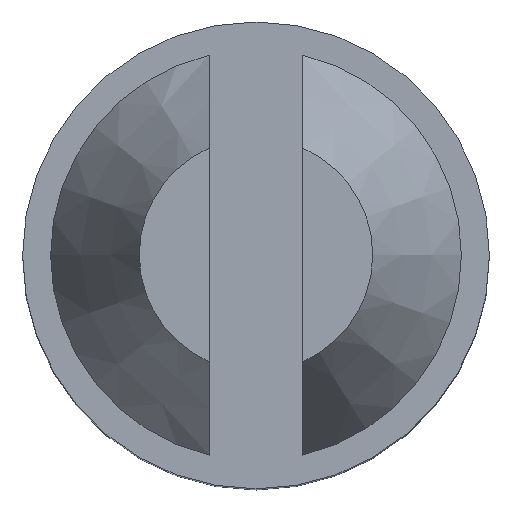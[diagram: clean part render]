
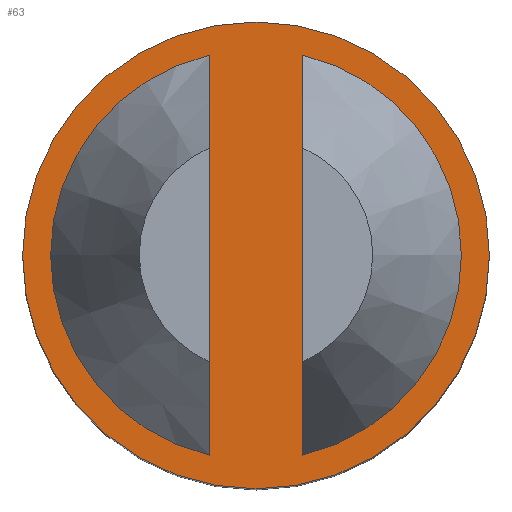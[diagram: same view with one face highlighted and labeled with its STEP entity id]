
A CAD part, top view. The second image highlights one B-rep face of the part: STEP entity #63.
In plain terms, the highlighted planar face has unit normal (0, 0, 1).
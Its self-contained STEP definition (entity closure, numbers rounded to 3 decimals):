
#63 = ADVANCED_FACE( '', ( #134, #135, #136 ), #137, .F. );
#134 = FACE_BOUND( '', #209, .T. );
#135 = FACE_BOUND( '', #210, .T. );
#136 = FACE_OUTER_BOUND( '', #211, .T. );
#137 = PLANE( '', #212 );
#209 = EDGE_LOOP( '', ( #319, #320 ) );
#210 = EDGE_LOOP( '', ( #321, #322 ) );
#211 = EDGE_LOOP( '', ( #323 ) );
#212 = AXIS2_PLACEMENT_3D( '', #324, #325, #326 );
#319 = ORIENTED_EDGE( '', *, *, #455, .T. );
#320 = ORIENTED_EDGE( '', *, *, #456, .T. );
#321 = ORIENTED_EDGE( '', *, *, #457, .T. );
#322 = ORIENTED_EDGE( '', *, *, #458, .F. );
#323 = ORIENTED_EDGE( '', *, *, #424, .F. );
#324 = CARTESIAN_POINT( '', ( -2., 0., 3.5 ) );
#325 = DIRECTION( '', ( 0., 0., -1. ) );
#326 = DIRECTION( '', ( -1., 0., 0. ) );
#424 = EDGE_CURVE( '', #492, #492, #493, .T. );
#455 = EDGE_CURVE( '', #540, #541, #542, .T. );
#456 = EDGE_CURVE( '', #541, #540, #543, .T. );
#457 = EDGE_CURVE( '', #544, #545, #546, .T. );
#458 = EDGE_CURVE( '', #544, #545, #547, .T. );
#492 = VERTEX_POINT( '', #588 );
#493 = CIRCLE( '', #589, 2.5 );
#540 = VERTEX_POINT( '', #682 );
#541 = VERTEX_POINT( '', #683 );
#542 = LINE( '', #684, #685 );
#543 = CIRCLE( '', #686, 2. );
#544 = VERTEX_POINT( '', #687 );
#545 = VERTEX_POINT( '', #688 );
#546 = CIRCLE( '', #689, 2. );
#547 = LINE( '', #690, #691 );
#588 = CARTESIAN_POINT( '', ( -2.5, 0., 3.5 ) );
#589 = AXIS2_PLACEMENT_3D( '', #745, #746, #747 );
#682 = CARTESIAN_POINT( '', ( 0.5, -1.936, 3.5 ) );
#683 = CARTESIAN_POINT( '', ( 0.5, 1.936, 3.5 ) );
#684 = CARTESIAN_POINT( '', ( 0.5, -2.5, 3.5 ) );
#685 = VECTOR( '', #776, 1000. );
#686 = AXIS2_PLACEMENT_3D( '', #777, #778, #779 );
#687 = CARTESIAN_POINT( '', ( -0.5, -1.936, 3.5 ) );
#688 = CARTESIAN_POINT( '', ( -0.5, 1.936, 3.5 ) );
#689 = AXIS2_PLACEMENT_3D( '', #780, #781, #782 );
#690 = CARTESIAN_POINT( '', ( -0.5, -2.5, 3.5 ) );
#691 = VECTOR( '', #783, 1000. );
#745 = CARTESIAN_POINT( '', ( 0., 0., 3.5 ) );
#746 = DIRECTION( '', ( 0., 0., -1. ) );
#747 = DIRECTION( '', ( -1., 0., 0. ) );
#776 = DIRECTION( '', ( 0., 1., 0. ) );
#777 = CARTESIAN_POINT( '', ( 0., 0., 3.5 ) );
#778 = DIRECTION( '', ( 0., 0., -1. ) );
#779 = DIRECTION( '', ( -1., 0., 0. ) );
#780 = CARTESIAN_POINT( '', ( 0., 0., 3.5 ) );
#781 = DIRECTION( '', ( 0., 0., -1. ) );
#782 = DIRECTION( '', ( -1., 0., 0. ) );
#783 = DIRECTION( '', ( 0., 1., 0. ) );
